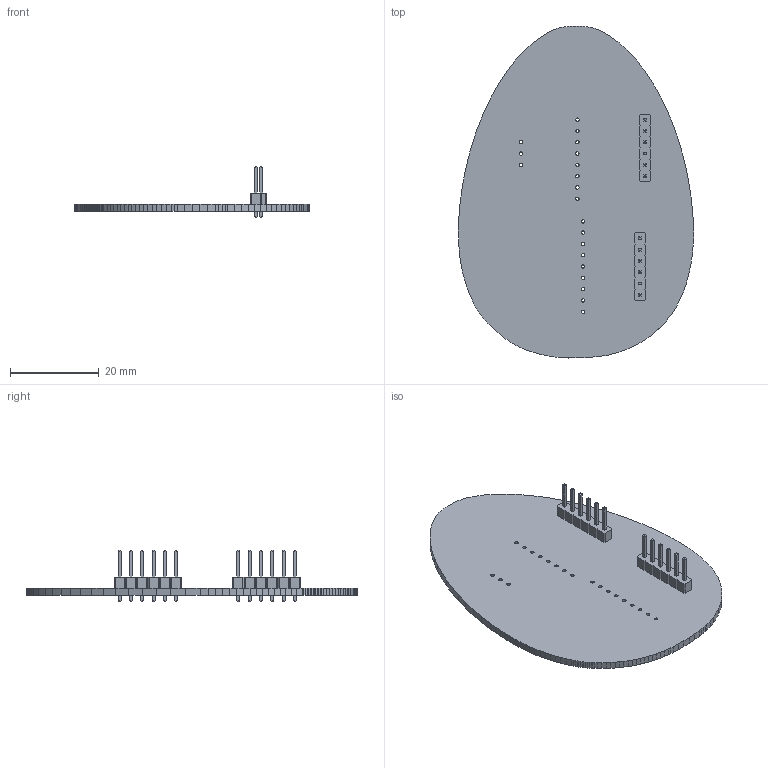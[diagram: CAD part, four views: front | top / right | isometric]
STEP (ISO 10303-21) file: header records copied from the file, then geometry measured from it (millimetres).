
FILE_DESCRIPTION(('FreeCAD Model'),'2;1');
FILE_NAME('Open CASCADE Shape Model','2022-07-15T11:32:09',(''),(''), 'Open CASCADE STEP processor 7.5','FreeCAD','Unknown');
FILE_SCHEMA(('AUTOMOTIVE_DESIGN { 1 0 10303 214 1 1 1 1 }'));
Length unit declared in the file: millimetre
Products named in the file (6): SensorEgg; Board_Geoms_4512; Pcb_4512; Step_Models_4512; Top_4512; J1_PinHeader_1x06_P254mm_Vertical_2e8bbb15d2d6
Assembly tree (6 placements, depth 4):
  SensorEgg
    Board_Geoms_4512
      Pcb_4512
    Step_Models_4512
      Top_4512
        J1_PinHeader_1x06_P254mm_Vertical_2e8bbb15d2d6  x2
Bounding box: 52.87 x 74.65 x 11.54 mm (x, y, z)
Volume: 5166.8 mm3; surface area: 7235.1 mm2
Topology: 3 solids, 3 shells, 474 faces, 1236 edges, 792 vertices
Faces by surface type: plane 442, cylinder 32
Full cylindrical faces by diameter (mm): 0.76 x9, 0.762 x11, 1 x12
Entity records: 11321 total; most frequent: CARTESIAN_POINT 1787, ORIENTED_EDGE 1764, DIRECTION 1612, EDGE_CURVE 882, LINE 818, VECTOR 818, VERTEX_POINT 572, FACE_BOUND 402
